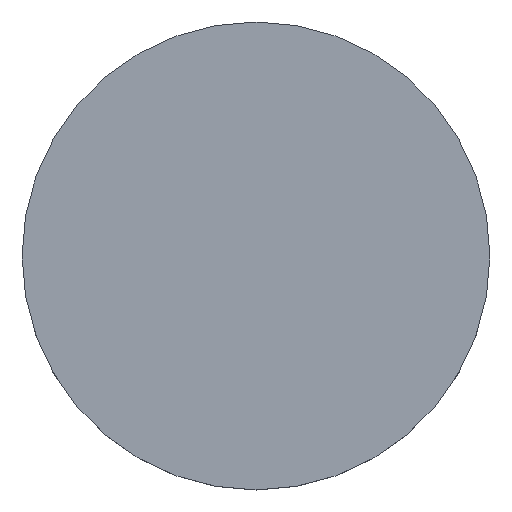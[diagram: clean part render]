
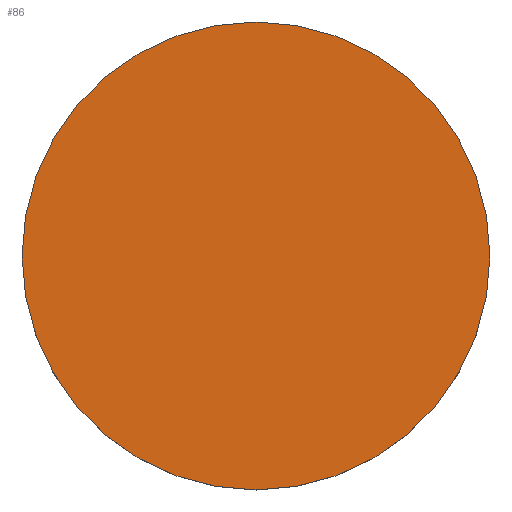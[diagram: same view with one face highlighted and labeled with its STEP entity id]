
A CAD part, top view. The second image highlights one B-rep face of the part: STEP entity #86.
In plain terms, the highlighted planar face has unit normal (0, 0, 1).
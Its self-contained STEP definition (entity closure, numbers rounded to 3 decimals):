
#3 = AXIS2_PLACEMENT_3D ( 'NONE', #149, #100, #25 ) ;
#25 = DIRECTION ( 'NONE',  ( 1., 0., 0. ) ) ;
#26 = DIRECTION ( 'NONE',  ( 0., 0., 1. ) ) ;
#38 = ORIENTED_EDGE ( 'NONE', *, *, #220, .F. ) ;
#44 = EDGE_CURVE ( 'NONE', #124, #206, #58, .T. ) ;
#58 = CIRCLE ( 'NONE', #3, 12.7 ) ;
#71 = ORIENTED_EDGE ( 'NONE', *, *, #44, .F. ) ;
#86 = ADVANCED_FACE ( 'NONE', ( #232 ), #185, .T. ) ;
#95 = AXIS2_PLACEMENT_3D ( 'NONE', #192, #174, #156 ) ;
#100 = DIRECTION ( 'NONE',  ( 0., 0., -1. ) ) ;
#124 = VERTEX_POINT ( 'NONE', #204 ) ;
#128 = AXIS2_PLACEMENT_3D ( 'NONE', #225, #26, #150 ) ;
#149 = CARTESIAN_POINT ( 'NONE',  ( 0., 0., 4. ) ) ;
#150 = DIRECTION ( 'NONE',  ( 1., 0., 0. ) ) ;
#156 = DIRECTION ( 'NONE',  ( 1., 0., 0. ) ) ;
#157 = EDGE_LOOP ( 'NONE', ( #38, #71 ) ) ;
#167 = CIRCLE ( 'NONE', #95, 12.7 ) ;
#174 = DIRECTION ( 'NONE',  ( 0., 0., -1. ) ) ;
#185 = PLANE ( 'NONE',  #128 ) ;
#192 = CARTESIAN_POINT ( 'NONE',  ( 0., 0., 4. ) ) ;
#204 = CARTESIAN_POINT ( 'NONE',  ( -12.7, 0., 4. ) ) ;
#206 = VERTEX_POINT ( 'NONE', #227 ) ;
#220 = EDGE_CURVE ( 'NONE', #206, #124, #167, .T. ) ;
#225 = CARTESIAN_POINT ( 'NONE',  ( 0., 26.112, 4. ) ) ;
#227 = CARTESIAN_POINT ( 'NONE',  ( 12.7, 0., 4. ) ) ;
#232 = FACE_OUTER_BOUND ( 'NONE', #157, .T. ) ;
